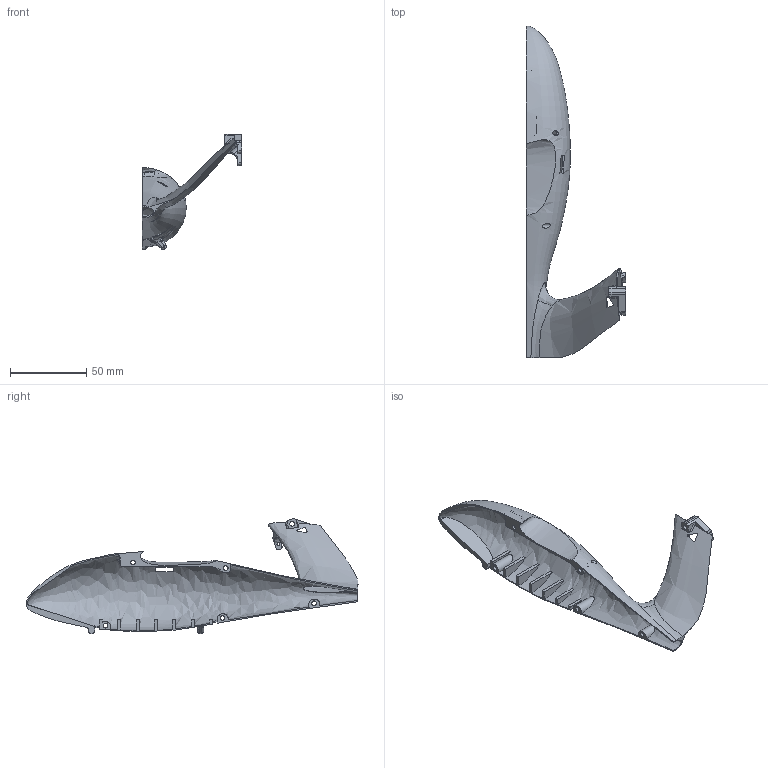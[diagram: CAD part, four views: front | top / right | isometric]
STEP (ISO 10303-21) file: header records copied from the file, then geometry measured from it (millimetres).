
FILE_DESCRIPTION(/* description */ ('STEP AP242','CAx-IF Rec.Pracs.---Representation and Presentation of Product Manufacturing Information (PMI)---4.0---2014-10-13','CAx-IF Rec.Pracs.---3D Tessellated Geometry---0.4---2014-09-14','2;1'),/* implementation_level */ '2;1');
FILE_NAME(/* name */ '64dbb1ce57831c305d5c785c',/* time_stamp */ '2023-08-15T17:11:42Z',/* author */ (''),/* organization */ (''),/* preprocessor_version */ 'ST-DEVELOPER v19.4',/* originating_system */ ' ',/* authorisation */ ' ');
FILE_SCHEMA (('AP242_MANAGED_MODEL_BASED_3D_ENGINEERING_MIM_LF { 1 0 10303 442 1 1 4 }'));
Length unit declared in the file: metre
Products named in the file (1): Starboard Fuse
Bounding box: 64.98 x 217.19 x 75.26 mm (x, y, z)
Volume: 18772.6 mm3; surface area: 38110.1 mm2
Topology: 1 solids, 1 shells, 203 faces, 601 edges, 385 vertices
Faces by surface type: plane 92, bspline 63, cylinder 43, torus 4, sphere 1
Full cylindrical faces by diameter (mm): 1.8 x2, 3.05 x9
Entity records: 12314 total; most frequent: CARTESIAN_POINT 7680, ORIENTED_EDGE 1158, DIRECTION 640, EDGE_CURVE 579, VERTEX_POINT 382, B_SPLINE_CURVE_WITH_KNOTS 308, EDGE_LOOP 245, FACE_BOUND 245
